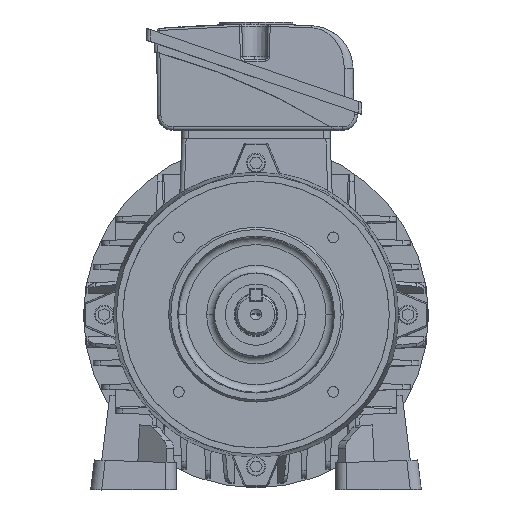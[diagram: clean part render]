
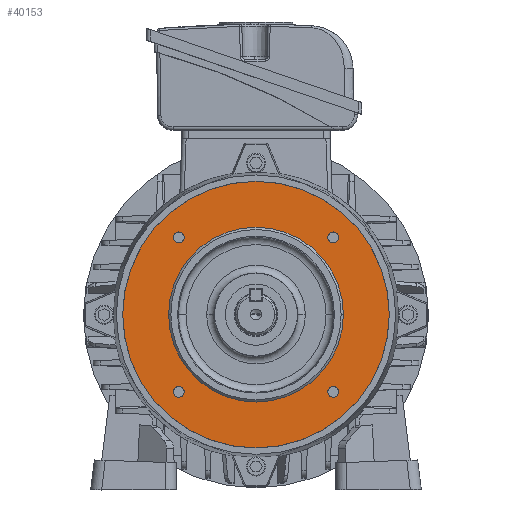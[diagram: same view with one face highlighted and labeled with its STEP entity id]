
A CAD part, top view. The second image highlights one B-rep face of the part: STEP entity #40153.
In plain terms, the highlighted planar face has unit normal (0, 0, 1).
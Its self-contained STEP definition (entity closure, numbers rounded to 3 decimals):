
#380 = VERTEX_POINT ( 'NONE', #17438 ) ;
#912 = FACE_BOUND ( 'NONE', #33939, .T. ) ;
#2123 = DIRECTION ( 'NONE',  ( 0., 0., -1. ) ) ;
#2172 = ORIENTED_EDGE ( 'NONE', *, *, #57408, .F. ) ;
#2361 = FACE_OUTER_BOUND ( 'NONE', #21227, .T. ) ;
#2810 = ORIENTED_EDGE ( 'NONE', *, *, #4348, .F. ) ;
#3407 = CIRCLE ( 'NONE', #12472, 40. ) ;
#3433 = DIRECTION ( 'NONE',  ( 0., 0., 1. ) ) ;
#4209 = CARTESIAN_POINT ( 'NONE',  ( 35.355, -35.355, 7.1 ) ) ;
#4348 = EDGE_CURVE ( 'NONE', #54420, #25855, #13356, .T. ) ;
#4542 = DIRECTION ( 'NONE',  ( 0., 0., 1. ) ) ;
#4655 = CIRCLE ( 'NONE', #16835, 61.026 ) ;
#4780 = VERTEX_POINT ( 'NONE', #32800 ) ;
#5364 = AXIS2_PLACEMENT_3D ( 'NONE', #5533, #38241, #42973 ) ;
#5533 = CARTESIAN_POINT ( 'NONE',  ( 0., 0., 7.1 ) ) ;
#5608 = EDGE_CURVE ( 'NONE', #16350, #59822, #32239, .T. ) ;
#6347 = CARTESIAN_POINT ( 'NONE',  ( 35.355, -35.355, 7.1 ) ) ;
#6663 = CIRCLE ( 'NONE', #59559, 2.5 ) ;
#6677 = EDGE_CURVE ( 'NONE', #59822, #16350, #11037, .T. ) ;
#7872 = DIRECTION ( 'NONE',  ( 1., 0., 0. ) ) ;
#7921 = EDGE_CURVE ( 'NONE', #380, #4780, #21719, .T. ) ;
#8417 = DIRECTION ( 'NONE',  ( 1., 0., 0. ) ) ;
#9287 = CARTESIAN_POINT ( 'NONE',  ( -35.355, 35.355, 7.1 ) ) ;
#10521 = DIRECTION ( 'NONE',  ( -1., 0., 0. ) ) ;
#10900 = DIRECTION ( 'NONE',  ( -1., 0., 0. ) ) ;
#11037 = CIRCLE ( 'NONE', #24365, 2.5 ) ;
#12097 = ORIENTED_EDGE ( 'NONE', *, *, #36054, .T. ) ;
#12219 = CARTESIAN_POINT ( 'NONE',  ( -35.355, -35.355, 7.1 ) ) ;
#12472 = AXIS2_PLACEMENT_3D ( 'NONE', #33816, #57295, #10521 ) ;
#12894 = CARTESIAN_POINT ( 'NONE',  ( 37.855, 35.355, 7.1 ) ) ;
#13356 = CIRCLE ( 'NONE', #55305, 2.5 ) ;
#14447 = DIRECTION ( 'NONE',  ( 0., 0., 1. ) ) ;
#14795 = FACE_BOUND ( 'NONE', #41601, .T. ) ;
#14979 = DIRECTION ( 'NONE',  ( 0., 0., 1. ) ) ;
#15578 = FACE_BOUND ( 'NONE', #41127, .T. ) ;
#16032 = CARTESIAN_POINT ( 'NONE',  ( 0., 0., 7.1 ) ) ;
#16350 = VERTEX_POINT ( 'NONE', #57312 ) ;
#16835 = AXIS2_PLACEMENT_3D ( 'NONE', #26991, #26193, #52059 ) ;
#17438 = CARTESIAN_POINT ( 'NONE',  ( -40., 0., 7.1 ) ) ;
#18327 = CIRCLE ( 'NONE', #57523, 2.5 ) ;
#19427 = CIRCLE ( 'NONE', #27287, 2.5 ) ;
#19526 = CARTESIAN_POINT ( 'NONE',  ( 0., 62.5, 7.1 ) ) ;
#19596 = AXIS2_PLACEMENT_3D ( 'NONE', #4209, #23041, #32993 ) ;
#20054 = CARTESIAN_POINT ( 'NONE',  ( -32.855, 35.355, 7.1 ) ) ;
#21178 = CARTESIAN_POINT ( 'NONE',  ( 32.855, 35.355, 7.1 ) ) ;
#21227 = EDGE_LOOP ( 'NONE', ( #55944, #36025 ) ) ;
#21441 = CARTESIAN_POINT ( 'NONE',  ( 61.026, 0., 7.1 ) ) ;
#21719 = CIRCLE ( 'NONE', #55316, 40. ) ;
#21967 = DIRECTION ( 'NONE',  ( 1., 0., 0. ) ) ;
#22048 = CIRCLE ( 'NONE', #43642, 2.5 ) ;
#22168 = DIRECTION ( 'NONE',  ( 0., 0., 1. ) ) ;
#22643 = VERTEX_POINT ( 'NONE', #23145 ) ;
#22659 = VERTEX_POINT ( 'NONE', #20054 ) ;
#22845 = CARTESIAN_POINT ( 'NONE',  ( -37.855, 35.355, 7.1 ) ) ;
#23041 = DIRECTION ( 'NONE',  ( 0., 0., 1. ) ) ;
#23145 = CARTESIAN_POINT ( 'NONE',  ( 32.855, -35.355, 7.1 ) ) ;
#23910 = DIRECTION ( 'NONE',  ( 1., 0., 0. ) ) ;
#24253 = DIRECTION ( 'NONE',  ( 0., 0., -1. ) ) ;
#24315 = CARTESIAN_POINT ( 'NONE',  ( 35.355, 35.355, 7.1 ) ) ;
#24365 = AXIS2_PLACEMENT_3D ( 'NONE', #26440, #22168, #21967 ) ;
#25612 = EDGE_CURVE ( 'NONE', #41872, #22643, #22048, .T. ) ;
#25855 = VERTEX_POINT ( 'NONE', #12894 ) ;
#26193 = DIRECTION ( 'NONE',  ( 0., 0., -1. ) ) ;
#26440 = CARTESIAN_POINT ( 'NONE',  ( -35.355, -35.355, 7.1 ) ) ;
#26681 = ORIENTED_EDGE ( 'NONE', *, *, #7921, .T. ) ;
#26991 = CARTESIAN_POINT ( 'NONE',  ( 0., 0., 7.1 ) ) ;
#27287 = AXIS2_PLACEMENT_3D ( 'NONE', #47507, #14979, #33756 ) ;
#27621 = VERTEX_POINT ( 'NONE', #22845 ) ;
#28929 = DIRECTION ( 'NONE',  ( -1., 0., 0. ) ) ;
#32239 = CIRCLE ( 'NONE', #54579, 2.5 ) ;
#32800 = CARTESIAN_POINT ( 'NONE',  ( 40., 0., 7.1 ) ) ;
#32831 = ORIENTED_EDGE ( 'NONE', *, *, #6677, .F. ) ;
#32993 = DIRECTION ( 'NONE',  ( 1., 0., 0. ) ) ;
#33041 = FACE_BOUND ( 'NONE', #34227, .T. ) ;
#33375 = VERTEX_POINT ( 'NONE', #54292 ) ;
#33632 = EDGE_CURVE ( 'NONE', #22643, #41872, #46085, .T. ) ;
#33756 = DIRECTION ( 'NONE',  ( 1., 0., 0. ) ) ;
#33816 = CARTESIAN_POINT ( 'NONE',  ( 0., 0., 7.1 ) ) ;
#33939 = EDGE_LOOP ( 'NONE', ( #26681, #12097 ) ) ;
#34041 = PLANE ( 'NONE',  #38511 ) ;
#34227 = EDGE_LOOP ( 'NONE', ( #34750, #32831 ) ) ;
#34750 = ORIENTED_EDGE ( 'NONE', *, *, #5608, .F. ) ;
#34775 = DIRECTION ( 'NONE',  ( 1., 0., 0. ) ) ;
#35093 = EDGE_CURVE ( 'NONE', #33375, #41430, #59740, .T. ) ;
#35339 = EDGE_LOOP ( 'NONE', ( #57331, #2172 ) ) ;
#36025 = ORIENTED_EDGE ( 'NONE', *, *, #50762, .F. ) ;
#36054 = EDGE_CURVE ( 'NONE', #4780, #380, #3407, .T. ) ;
#38241 = DIRECTION ( 'NONE',  ( 0., 0., -1. ) ) ;
#38511 = AXIS2_PLACEMENT_3D ( 'NONE', #19526, #24253, #28929 ) ;
#39628 = ORIENTED_EDGE ( 'NONE', *, *, #40482, .F. ) ;
#40153 = ADVANCED_FACE ( 'NONE', ( #51382, #14795, #33041, #15578, #912, #2361 ), #34041, .F. ) ;
#40462 = ORIENTED_EDGE ( 'NONE', *, *, #33632, .F. ) ;
#40482 = EDGE_CURVE ( 'NONE', #25855, #54420, #6663, .T. ) ;
#40703 = CARTESIAN_POINT ( 'NONE',  ( -37.855, -35.355, 7.1 ) ) ;
#41127 = EDGE_LOOP ( 'NONE', ( #55963, #40462 ) ) ;
#41430 = VERTEX_POINT ( 'NONE', #21441 ) ;
#41601 = EDGE_LOOP ( 'NONE', ( #39628, #2810 ) ) ;
#41872 = VERTEX_POINT ( 'NONE', #56218 ) ;
#42661 = DIRECTION ( 'NONE',  ( 1., 0., 0. ) ) ;
#42973 = DIRECTION ( 'NONE',  ( -1., 0., 0. ) ) ;
#43642 = AXIS2_PLACEMENT_3D ( 'NONE', #6347, #53753, #34775 ) ;
#46085 = CIRCLE ( 'NONE', #19596, 2.5 ) ;
#47507 = CARTESIAN_POINT ( 'NONE',  ( -35.355, 35.355, 7.1 ) ) ;
#50762 = EDGE_CURVE ( 'NONE', #41430, #33375, #4655, .T. ) ;
#51382 = FACE_BOUND ( 'NONE', #35339, .T. ) ;
#51908 = DIRECTION ( 'NONE',  ( 0., 0., 1. ) ) ;
#52059 = DIRECTION ( 'NONE',  ( -1., 0., 0. ) ) ;
#53753 = DIRECTION ( 'NONE',  ( 0., 0., 1. ) ) ;
#54292 = CARTESIAN_POINT ( 'NONE',  ( -61.026, 0., 7.1 ) ) ;
#54420 = VERTEX_POINT ( 'NONE', #21178 ) ;
#54579 = AXIS2_PLACEMENT_3D ( 'NONE', #12219, #3433, #7872 ) ;
#55254 = CARTESIAN_POINT ( 'NONE',  ( 35.355, 35.355, 7.1 ) ) ;
#55305 = AXIS2_PLACEMENT_3D ( 'NONE', #24315, #51908, #23910 ) ;
#55316 = AXIS2_PLACEMENT_3D ( 'NONE', #16032, #2123, #10900 ) ;
#55944 = ORIENTED_EDGE ( 'NONE', *, *, #35093, .F. ) ;
#55963 = ORIENTED_EDGE ( 'NONE', *, *, #25612, .F. ) ;
#56218 = CARTESIAN_POINT ( 'NONE',  ( 37.855, -35.355, 7.1 ) ) ;
#57295 = DIRECTION ( 'NONE',  ( 0., 0., -1. ) ) ;
#57312 = CARTESIAN_POINT ( 'NONE',  ( -32.855, -35.355, 7.1 ) ) ;
#57331 = ORIENTED_EDGE ( 'NONE', *, *, #59099, .F. ) ;
#57408 = EDGE_CURVE ( 'NONE', #27621, #22659, #19427, .T. ) ;
#57523 = AXIS2_PLACEMENT_3D ( 'NONE', #9287, #14447, #42661 ) ;
#59099 = EDGE_CURVE ( 'NONE', #22659, #27621, #18327, .T. ) ;
#59559 = AXIS2_PLACEMENT_3D ( 'NONE', #55254, #4542, #8417 ) ;
#59740 = CIRCLE ( 'NONE', #5364, 61.026 ) ;
#59822 = VERTEX_POINT ( 'NONE', #40703 ) ;
